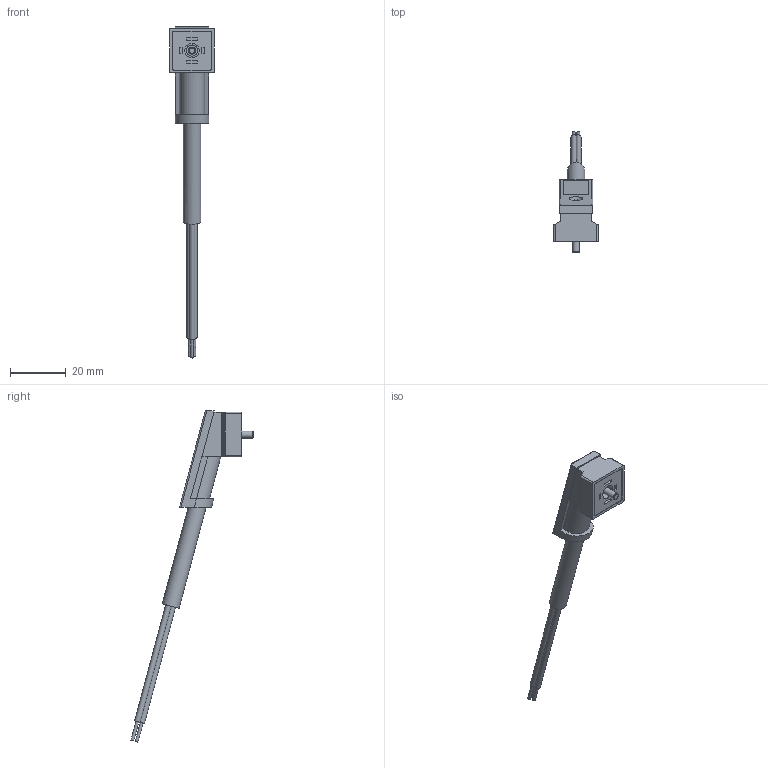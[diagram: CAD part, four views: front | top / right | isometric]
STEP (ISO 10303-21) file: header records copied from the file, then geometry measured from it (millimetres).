
FILE_DESCRIPTION(/* description */ ('STEP AP214'),/* implementation_level */ '2;1');
FILE_NAME(/* name */ '174846_KMEB-2-230-25',/* time_stamp */ '2024-08-29T16:52:40+02:00',/* author */ ('License CC BY-ND 4.0'),/* organization */ ('CADENAS'),/* preprocessor_version */ 'ST-DEVELOPER v19.3',/* originating_system */ 'PARTsolutions',/* authorisation */ ' ');
FILE_SCHEMA (('AUTOMOTIVE_DESIGN {1 0 10303 214 3 1 1}'));
Length unit declared in the file: millimetre
Products named in the file (2): 174846 KMEB-2-230-2,5; 174846 KMEB-2-230-2,5---(part)
Assembly tree (1 placements, depth 2):
  174846 KMEB-2-230-2,5
    174846 KMEB-2-230-2,5---(part)
Bounding box: 16 x 43.67 x 118.77 mm (x, y, z)
Volume: 6253.2 mm3; surface area: 4075.3 mm2
Topology: 1 solids, 1 shells, 96 faces, 240 edges, 161 vertices
Faces by surface type: plane 71, cylinder 23, sphere 1, cone 1
Full cylindrical faces by diameter (mm): 1 x3, 2.5 x1, 4 x1, 5 x1, 5.2 x1, 6.2 x1
Entity records: 3473 total; most frequent: DIRECTION 481, CARTESIAN_POINT 475, ORIENTED_EDGE 446, EDGE_CURVE 223, LINE 161, VECTOR 161, AXIS2_PLACEMENT_3D 160, VERTEX_POINT 154
